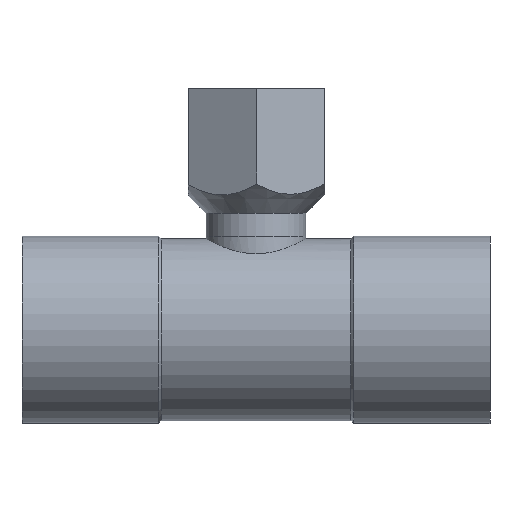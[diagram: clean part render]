
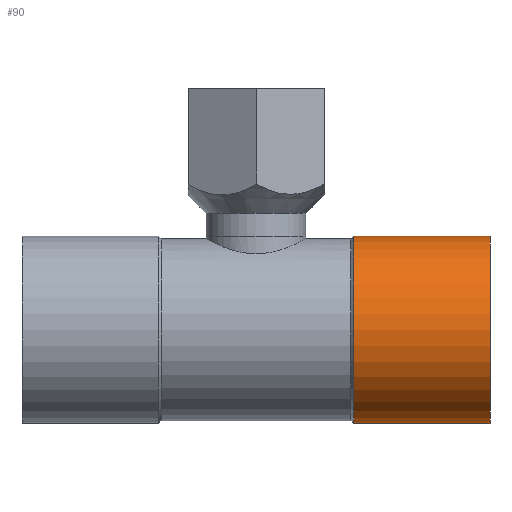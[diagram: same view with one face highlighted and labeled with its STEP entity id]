
A CAD part, left-side view. The second image highlights one B-rep face of the part: STEP entity #90.
In plain terms, the highlighted cylindrical face has radius 16.5 mm (diameter 33 mm), a full revolution.
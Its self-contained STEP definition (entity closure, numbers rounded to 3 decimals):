
#90 = ADVANCED_FACE( '', ( #197, #198 ), #199, .T. );
#197 = FACE_OUTER_BOUND( '', #323, .T. );
#198 = FACE_OUTER_BOUND( '', #324, .T. );
#199 = CYLINDRICAL_SURFACE( '', #325, 16.5 );
#323 = EDGE_LOOP( '', ( #474 ) );
#324 = EDGE_LOOP( '', ( #475 ) );
#325 = AXIS2_PLACEMENT_3D( '', #476, #477, #478 );
#474 = ORIENTED_EDGE( '', *, *, #630, .T. );
#475 = ORIENTED_EDGE( '', *, *, #609, .F. );
#476 = CARTESIAN_POINT( '', ( 0., 25., 0. ) );
#477 = DIRECTION( '', ( 0., 1., 0. ) );
#478 = DIRECTION( '', ( 0., 0., -1. ) );
#609 = EDGE_CURVE( '', #689, #689, #690, .T. );
#630 = EDGE_CURVE( '', #723, #723, #724, .T. );
#689 = VERTEX_POINT( '', #886 );
#690 = CIRCLE( '', #887, 16.5 );
#723 = VERTEX_POINT( '', #949 );
#724 = CIRCLE( '', #950, 16.5 );
#886 = CARTESIAN_POINT( '', ( 16.5, 0., 0. ) );
#887 = AXIS2_PLACEMENT_3D( '', #1076, #1077, #1078 );
#949 = CARTESIAN_POINT( '', ( 0., 24., -16.5 ) );
#950 = AXIS2_PLACEMENT_3D( '', #1102, #1103, #1104 );
#1076 = CARTESIAN_POINT( '', ( 0., 0., 0. ) );
#1077 = DIRECTION( '', ( 0., -1., 0. ) );
#1078 = DIRECTION( '', ( 1., 0., 0. ) );
#1102 = CARTESIAN_POINT( '', ( 0., 24., 0. ) );
#1103 = DIRECTION( '', ( 0., -1., 0. ) );
#1104 = DIRECTION( '', ( 0., 0., -1. ) );
